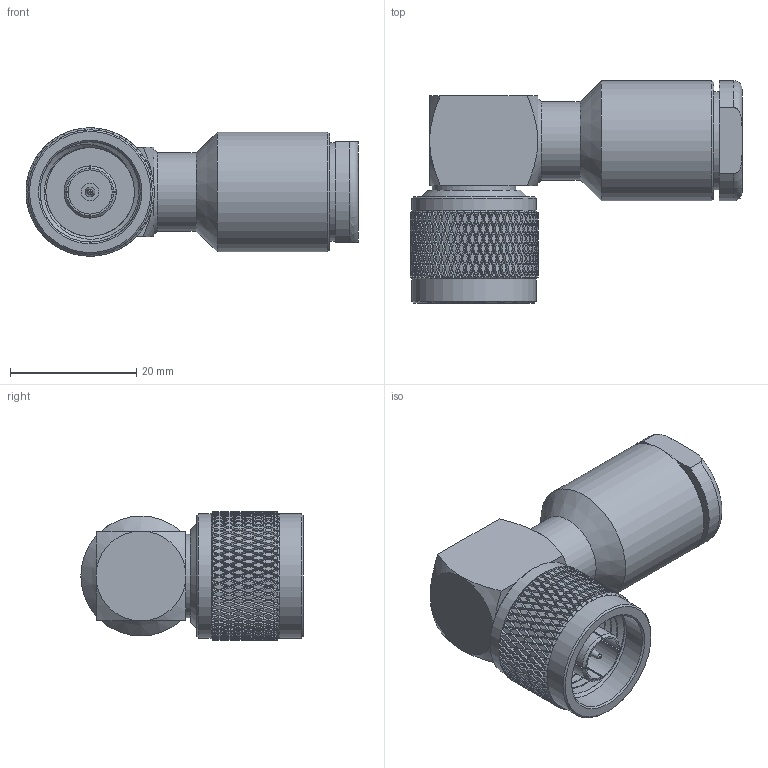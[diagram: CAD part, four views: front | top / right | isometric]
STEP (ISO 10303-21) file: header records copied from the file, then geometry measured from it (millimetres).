
FILE_DESCRIPTION (( 'STEP AP203' ), '1' );
FILE_NAME ('PE4136_3D.step', '2021-06-09T15:18:04', ( '' ), ( '' ), 'SwSTEP 2.0', 'SolidWorks 2020', '' );
FILE_SCHEMA (( 'CONFIG_CONTROL_DESIGN' ));
Products named in the file (1): PE4136_3D
Bounding box: 52.59 x 35.19 x 20.32 mm (x, y, z)
Volume: 13740.4 mm3; surface area: 6714.1 mm2
Topology: 1 solids, 1 shells, 2284 faces, 4875 edges, 2604 vertices
Faces by surface type: bspline 1764, cylinder 459, plane 35, cone 24, torus 2
Full cylindrical faces by diameter (mm): 1.524 x1, 2.794 x1, 6.985 x1, 8.255 x1, 11.171 x1, 12.437 x1, 13.217 x1, 15.573 x1, 15.875 x5, 19 x1, 19.715 x2
Entity records: 82708 total; most frequent: CARTESIAN_POINT 53331, ORIENTED_EDGE 9658, EDGE_CURVE 4829, VERTEX_POINT 2587, EDGE_LOOP 2314, FACE_OUTER_BOUND 2292, ADVANCED_FACE 2279, B_SPLINE_CURVE_WITH_KNOTS 2178
